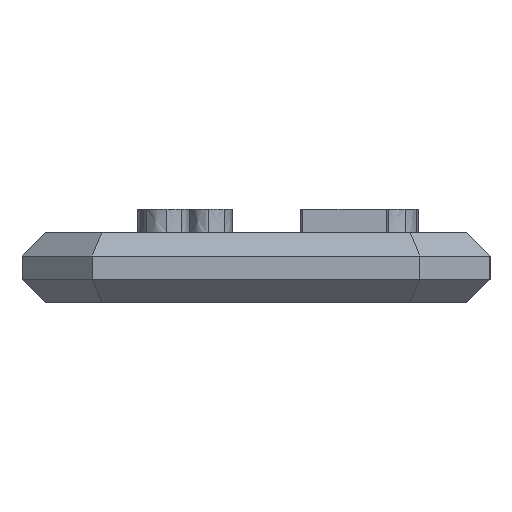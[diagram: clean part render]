
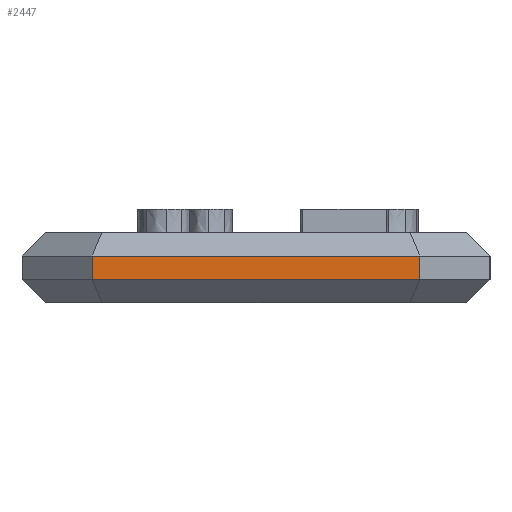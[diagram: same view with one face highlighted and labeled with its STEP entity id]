
A CAD part, left-side view. The second image highlights one B-rep face of the part: STEP entity #2447.
In plain terms, the highlighted planar face has unit normal (-1, 0, 0).
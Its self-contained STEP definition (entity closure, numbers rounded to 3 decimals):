
#2447=ADVANCED_FACE('',(#5380),#5382,.T.);
#5380=FACE_BOUND('',#5381,.T.);
#5381=EDGE_LOOP('',(#8051,#8052,#8053,#8054));
#5382=PLANE('',#5383);
#5383=AXIS2_PLACEMENT_3D('',#5384,#5385,#5386);
#5384=CARTESIAN_POINT('',(-30.,10.,0.));
#5385=DIRECTION('',(-1.,0.,0.));
#5386=DIRECTION('',(0.,-1.,0.));
#8051=ORIENTED_EDGE('',*,*,#9371,.T.);
#8052=ORIENTED_EDGE('',*,*,#9891,.T.);
#8053=ORIENTED_EDGE('',*,*,#9396,.F.);
#8054=ORIENTED_EDGE('',*,*,#9892,.F.);
#9371=EDGE_CURVE('',#10738,#10739,#10740,.T.);
#9396=EDGE_CURVE('',#10773,#10776,#10777,.T.);
#9891=EDGE_CURVE('',#10739,#10776,#11518,.T.);
#9892=EDGE_CURVE('',#10738,#10773,#11519,.T.);
#10738=VERTEX_POINT('',#13103);
#10739=VERTEX_POINT('',#13104);
#10740=LINE('',#13105,#13106);
#10773=VERTEX_POINT('',#13184);
#10776=VERTEX_POINT('',#13191);
#10777=LINE('',#13192,#13193);
#11518=LINE('',#14923,#14924);
#11519=LINE('',#14926,#14927);
#13103=CARTESIAN_POINT('',(-30.,7.,1.));
#13104=CARTESIAN_POINT('',(-30.,-7.,1.));
#13105=CARTESIAN_POINT('',(-30.,7.,1.));
#13106=VECTOR('',#13107,1.);
#13107=DIRECTION('',(0.,-1.,0.));
#13184=CARTESIAN_POINT('',(-30.,7.,2.));
#13191=CARTESIAN_POINT('',(-30.,-7.,2.));
#13192=CARTESIAN_POINT('',(-30.,7.,2.));
#13193=VECTOR('',#13194,1.);
#13194=DIRECTION('',(0.,-1.,0.));
#14923=CARTESIAN_POINT('',(-30.,-7.,1.));
#14924=VECTOR('',#14925,1.);
#14925=DIRECTION('',(0.,0.,1.));
#14926=CARTESIAN_POINT('',(-30.,7.,1.));
#14927=VECTOR('',#14928,1.);
#14928=DIRECTION('',(0.,0.,1.));
